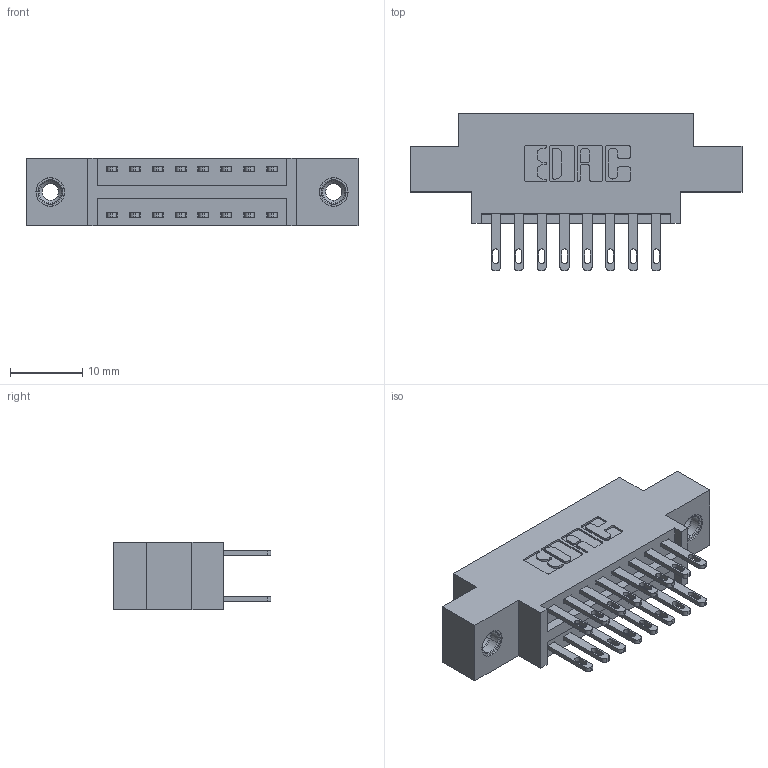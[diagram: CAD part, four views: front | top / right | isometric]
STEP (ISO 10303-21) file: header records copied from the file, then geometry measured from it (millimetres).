
FILE_DESCRIPTION (( 'STEP AP203' ), '1' );
FILE_NAME ('896-016-500-808.STEP', '2021-07-27T15:48:28', ( '' ), ( '' ), 'SwSTEP 2.0', 'SolidWorks 2020', '' );
FILE_SCHEMA (( 'CONFIG_CONTROL_DESIGN' ));
Length unit declared in the file: inch
Products named in the file (4): 896-016-500-808; 846 Part_0.170 Offset - 0.156 Dia-TI; 345-250-001_345-250-003-102; 345-292-001_345-293-100
Assembly tree (19 placements, depth 2):
  896-016-500-808
    846 Part_0.170 Offset - 0.156 Dia-TI
    345-292-001_345-293-100  x16
    345-250-001_345-250-003-102  x2
Bounding box: 45.97 x 21.84 x 9.4 mm (x, y, z)
Volume: 4106.7 mm3; surface area: 5477.7 mm2
Topology: 19 solids, 19 shells, 954 faces, 2829 edges, 1878 vertices
Faces by surface type: plane 576, cylinder 362, cone 12, torus 4
Entity records: 11046 total; most frequent: CARTESIAN_POINT 1851, ORIENTED_EDGE 1778, DIRECTION 1711, EDGE_CURVE 889, LINE 701, VECTOR 701, VERTEX_POINT 588, AXIS2_PLACEMENT_3D 505
